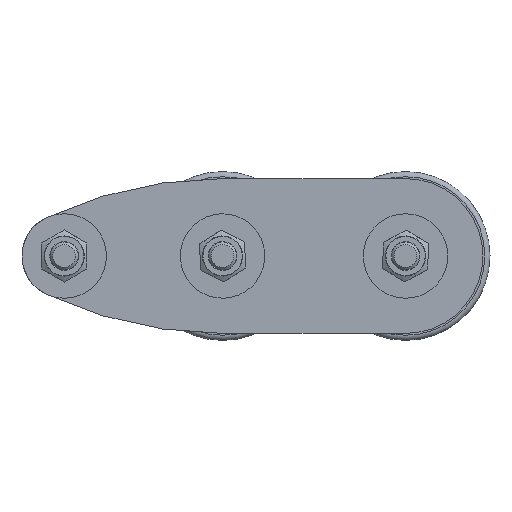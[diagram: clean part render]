
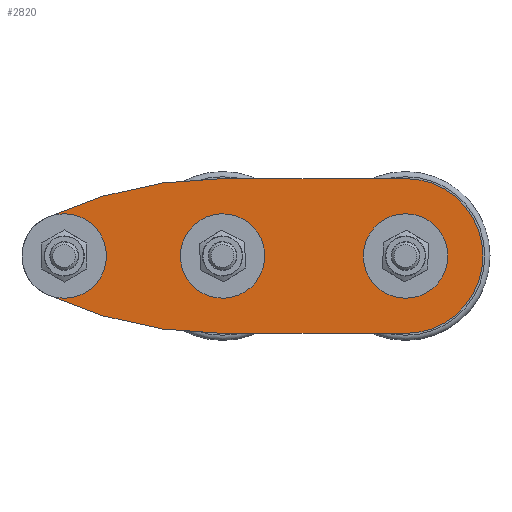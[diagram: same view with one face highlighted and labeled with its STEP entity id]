
A CAD part, front view. The second image highlights one B-rep face of the part: STEP entity #2820.
In plain terms, the highlighted planar face has unit normal (0, -1, 0).
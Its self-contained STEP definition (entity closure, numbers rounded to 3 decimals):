
#160=FACE_BOUND('',#539,.T.);
#161=FACE_BOUND('',#540,.T.);
#162=FACE_BOUND('',#541,.T.);
#198=PLANE('',#3122);
#328=FACE_OUTER_BOUND('',#538,.T.);
#538=EDGE_LOOP('',(#2090,#2091,#2092,#2093,#2094,#2095));
#539=EDGE_LOOP('',(#2096));
#540=EDGE_LOOP('',(#2097));
#541=EDGE_LOOP('',(#2098));
#717=LINE('',#4742,#842);
#718=LINE('',#4749,#843);
#842=VECTOR('',#3727,10.);
#843=VECTOR('',#3734,10.);
#1045=CIRCLE('',#3123,22.);
#1046=CIRCLE('',#3124,118.25);
#1047=CIRCLE('',#3125,12.);
#1048=CIRCLE('',#3126,118.25);
#1049=CIRCLE('',#3127,4.);
#1050=CIRCLE('',#3128,4.);
#1051=CIRCLE('',#3129,4.);
#1272=VERTEX_POINT('',#4738);
#1273=VERTEX_POINT('',#4739);
#1274=VERTEX_POINT('',#4741);
#1275=VERTEX_POINT('',#4743);
#1276=VERTEX_POINT('',#4745);
#1277=VERTEX_POINT('',#4747);
#1278=VERTEX_POINT('',#4750);
#1279=VERTEX_POINT('',#4752);
#1280=VERTEX_POINT('',#4754);
#1572=EDGE_CURVE('',#1272,#1273,#1045,.T.);
#1573=EDGE_CURVE('',#1273,#1274,#717,.T.);
#1574=EDGE_CURVE('',#1274,#1275,#1046,.T.);
#1575=EDGE_CURVE('',#1275,#1276,#1047,.T.);
#1576=EDGE_CURVE('',#1276,#1277,#1048,.T.);
#1577=EDGE_CURVE('',#1277,#1272,#718,.T.);
#1578=EDGE_CURVE('',#1278,#1278,#1049,.T.);
#1579=EDGE_CURVE('',#1279,#1279,#1050,.T.);
#1580=EDGE_CURVE('',#1280,#1280,#1051,.T.);
#2090=ORIENTED_EDGE('',*,*,#1572,.T.);
#2091=ORIENTED_EDGE('',*,*,#1573,.T.);
#2092=ORIENTED_EDGE('',*,*,#1574,.T.);
#2093=ORIENTED_EDGE('',*,*,#1575,.T.);
#2094=ORIENTED_EDGE('',*,*,#1576,.T.);
#2095=ORIENTED_EDGE('',*,*,#1577,.T.);
#2096=ORIENTED_EDGE('',*,*,#1578,.F.);
#2097=ORIENTED_EDGE('',*,*,#1579,.F.);
#2098=ORIENTED_EDGE('',*,*,#1580,.F.);
#2820=ADVANCED_FACE('',(#328,#160,#161,#162),#198,.F.);
#3122=AXIS2_PLACEMENT_3D('',#4737,#3723,#3724);
#3123=AXIS2_PLACEMENT_3D('',#4740,#3725,#3726);
#3124=AXIS2_PLACEMENT_3D('',#4744,#3728,#3729);
#3125=AXIS2_PLACEMENT_3D('',#4746,#3730,#3731);
#3126=AXIS2_PLACEMENT_3D('',#4748,#3732,#3733);
#3127=AXIS2_PLACEMENT_3D('',#4751,#3735,#3736);
#3128=AXIS2_PLACEMENT_3D('',#4753,#3737,#3738);
#3129=AXIS2_PLACEMENT_3D('',#4755,#3739,#3740);
#3723=DIRECTION('center_axis',(0.,1.,0.));
#3724=DIRECTION('ref_axis',(1.,0.,0.));
#3725=DIRECTION('center_axis',(0.,-1.,0.));
#3726=DIRECTION('ref_axis',(0.,0.,
1.));
#3727=DIRECTION('',(-1.,0.,0.));
#3728=DIRECTION('center_axis',(0.,-1.,0.));
#3729=DIRECTION('ref_axis',(-0.424,0.,0.906));
#3730=DIRECTION('center_axis',(0.,-1.,0.));
#3731=DIRECTION('ref_axis',(-0.424,0.,-0.906));
#3732=DIRECTION('center_axis',(0.,-1.,0.));
#3733=DIRECTION('ref_axis',(0.,0.,-1.));
#3734=DIRECTION('',(1.,0.,0.));
#3735=DIRECTION('center_axis',(0.,-1.,0.));
#3736=DIRECTION('ref_axis',(-0.852,0.,0.523));
#3737=DIRECTION('center_axis',(0.,-1.,0.));
#3738=DIRECTION('ref_axis',(0.,0.,
1.));
#3739=DIRECTION('center_axis',(0.,-1.,0.));
#3740=DIRECTION('ref_axis',(0.886,0.,-0.464));
#4737=CARTESIAN_POINT('Origin',(8.5,-28.5,0.));
#4738=CARTESIAN_POINT('',(52.,-28.5,-22.));
#4739=CARTESIAN_POINT('',(52.,-28.5,22.));
#4740=CARTESIAN_POINT('Origin',(52.,-28.5,0.));
#4741=CARTESIAN_POINT('',(0.,-28.5,22.));
#4742=CARTESIAN_POINT('',(4.25,-28.5,22.));
#4743=CARTESIAN_POINT('',(-50.082,-28.5,10.871));
#4744=CARTESIAN_POINT('Origin',(0.,-28.5,-96.25));
#4745=CARTESIAN_POINT('',(-50.082,-28.5,-10.871));
#4746=CARTESIAN_POINT('Origin',(-45.,-28.5,0.));
#4747=CARTESIAN_POINT('',(0.,-28.5,-22.));
#4748=CARTESIAN_POINT('Origin',(0.,-28.5,96.25));
#4749=CARTESIAN_POINT('',(30.25,-28.5,-22.));
#4750=CARTESIAN_POINT('',(55.409,-28.5,-2.093));
#4751=CARTESIAN_POINT('Origin',(52.,-28.5,0.));
#4752=CARTESIAN_POINT('',(-45.,-28.5,-4.));
#4753=CARTESIAN_POINT('Origin',(-45.,-28.5,0.));
#4754=CARTESIAN_POINT('',(-3.544,-28.5,1.855));
#4755=CARTESIAN_POINT('Origin',(0.,-28.5,0.));
